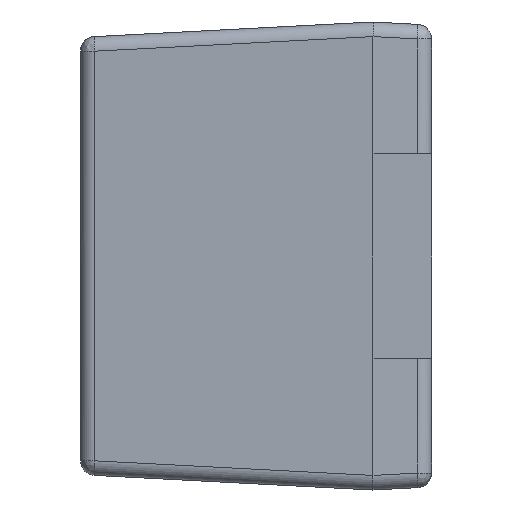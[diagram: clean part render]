
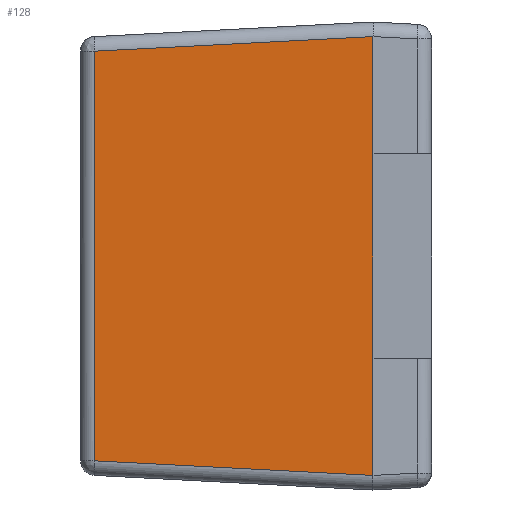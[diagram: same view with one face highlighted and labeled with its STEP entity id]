
A CAD part, left-side view. The second image highlights one B-rep face of the part: STEP entity #128.
In plain terms, the highlighted planar face has unit normal (-0.999, 0.052, 0).
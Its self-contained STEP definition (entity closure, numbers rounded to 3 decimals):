
#128=ADVANCED_FACE('',(#186),#818,.T.);
#186=FACE_OUTER_BOUND('',#244,.T.);
#244=EDGE_LOOP('',(#344,#345,#346,#347,#348,#349));
#344=ORIENTED_EDGE('',*,*,#553,.F.);
#345=ORIENTED_EDGE('',*,*,#627,.T.);
#346=ORIENTED_EDGE('',*,*,#558,.T.);
#347=ORIENTED_EDGE('',*,*,#643,.T.);
#348=ORIENTED_EDGE('',*,*,#559,.T.);
#349=ORIENTED_EDGE('',*,*,#560,.T.);
#553=EDGE_CURVE('',#754,#755,#673,.T.);
#558=EDGE_CURVE('',#760,#761,#678,.T.);
#559=EDGE_CURVE('',#762,#763,#679,.T.);
#560=EDGE_CURVE('',#763,#755,#680,.T.);
#627=EDGE_CURVE('',#754,#760,#727,.T.);
#643=EDGE_CURVE('',#761,#762,#734,.T.);
#673=B_SPLINE_CURVE_WITH_KNOTS('',1,(#1549,#1550),.UNSPECIFIED.,.F.,.F.,
(2,2),(0.,0.4),.UNSPECIFIED.);
#678=B_SPLINE_CURVE_WITH_KNOTS('',1,(#1559,#1560),.UNSPECIFIED.,.F.,.F.,
(2,2),(0.,1.4),.UNSPECIFIED.);
#679=B_SPLINE_CURVE_WITH_KNOTS('',1,(#1561,#1562),.UNSPECIFIED.,.F.,.F.,
(2,2),(0.,0.4),.UNSPECIFIED.);
#680=B_SPLINE_CURVE_WITH_KNOTS('',1,(#1563,#1564),.UNSPECIFIED.,.F.,.F.,
(2,2),(0.,0.7),.UNSPECIFIED.);
#727=B_SPLINE_CURVE_WITH_KNOTS('',1,(#1719,#1720),.UNSPECIFIED.,.F.,.F.,
(2,2),(-0.955,0.),.UNSPECIFIED.);
#734=B_SPLINE_CURVE_WITH_KNOTS('',1,(#1762,#1763),.UNSPECIFIED.,.F.,.F.,
(2,2),(-0.955,0.),.UNSPECIFIED.);
#754=VERTEX_POINT('',#1497);
#755=VERTEX_POINT('',#1498);
#760=VERTEX_POINT('',#1503);
#761=VERTEX_POINT('',#1504);
#762=VERTEX_POINT('',#1505);
#763=VERTEX_POINT('',#1506);
#818=PLANE('',#914);
#914=AXIS2_PLACEMENT_3D('',#1099,#976,$);
#976=DIRECTION('',(-0.999,0.052,0.));
#1099=CARTESIAN_POINT('',(-1.314,1.647,-0.9));
#1497=CARTESIAN_POINT('',(-1.4,0.,0.75));
#1498=CARTESIAN_POINT('',(-1.4,0.,0.35));
#1503=CARTESIAN_POINT('',(-1.35,0.953,0.7));
#1504=CARTESIAN_POINT('',(-1.35,0.953,-0.7));
#1505=CARTESIAN_POINT('',(-1.4,0.,-0.75));
#1506=CARTESIAN_POINT('',(-1.4,0.,-0.35));
#1549=CARTESIAN_POINT('',(-1.4,0.,0.75));
#1550=CARTESIAN_POINT('',(-1.4,0.,0.35));
#1559=CARTESIAN_POINT('',(-1.35,0.953,0.7));
#1560=CARTESIAN_POINT('',(-1.35,0.953,-0.7));
#1561=CARTESIAN_POINT('',(-1.4,0.,-0.75));
#1562=CARTESIAN_POINT('',(-1.4,0.,-0.35));
#1563=CARTESIAN_POINT('',(-1.4,0.,-0.35));
#1564=CARTESIAN_POINT('',(-1.4,0.,0.35));
#1719=CARTESIAN_POINT('',(-1.4,0.,0.75));
#1720=CARTESIAN_POINT('',(-1.35,0.953,0.7));
#1762=CARTESIAN_POINT('',(-1.35,0.953,-0.7));
#1763=CARTESIAN_POINT('',(-1.4,0.,-0.75));
